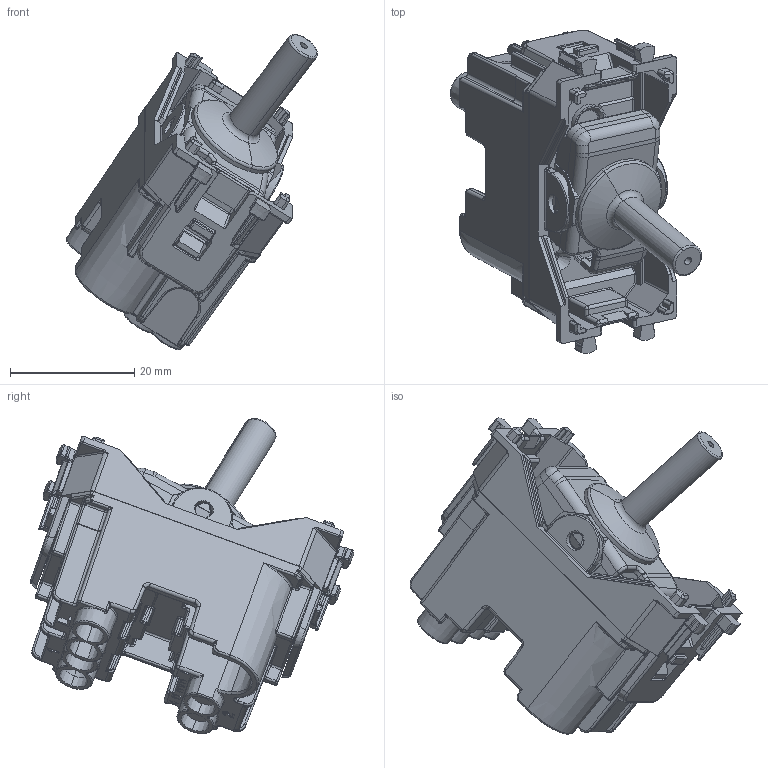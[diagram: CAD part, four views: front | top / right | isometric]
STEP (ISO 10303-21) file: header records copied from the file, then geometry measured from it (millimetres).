
FILE_DESCRIPTION(('CATIA V5 STEP Exchange'),'2;1');
FILE_NAME('444005ORO.stp','2025-03-06T09:55:31+00:00',('none'),('none'),'CATIA Version 5-6 Release 2016 SP6','CATIA V5 STEP AP203','none');
FILE_SCHEMA(('CONFIG_CONTROL_DESIGN'));
Products named in the file (1): STP
Assembly tree (12 placements, depth 2):
  STP
    #57
    #54987
    #57557
    #59020  x2
    #60933  x2
    #61799
    #64825
    #65697
    #113322
    #129636
Bounding box: 40.42 x 52.04 x 50.74 mm (x, y, z)
Volume: 11908.9 mm3; surface area: 20003.6 mm2
Topology: 15 solids, 15 shells, 3458 faces, 8975 edges, 5349 vertices
Faces by surface type: plane 1253, cylinder 1225, bspline 519, sphere 172, cone 155, torus 118, extrusion 16
Entity records: 130139 total; most frequent: CARTESIAN_POINT 59674, ORIENTED_EDGE 17062, DIRECTION 10072, EDGE_CURVE 8531, VERTEX_POINT 5203, VECTOR 3978, LINE 3962, AXIS2_PLACEMENT_3D 3710
